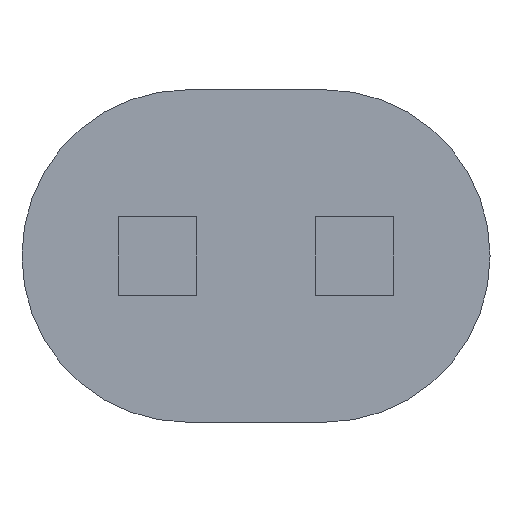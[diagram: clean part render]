
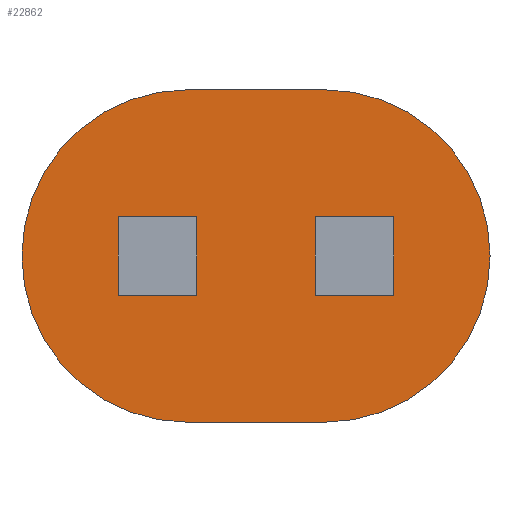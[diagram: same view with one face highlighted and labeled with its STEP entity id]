
A CAD part, front view. The second image highlights one B-rep face of the part: STEP entity #22862.
In plain terms, the highlighted planar face has unit normal (0, -1, 0).
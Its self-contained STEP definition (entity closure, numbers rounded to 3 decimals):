
#595 = CARTESIAN_POINT ( 'NONE',  ( 2675., 0., -10. ) ) ;
#675 = EDGE_CURVE ( 'NONE', #6066, #31527, #38041, .T. ) ;
#718 = VERTEX_POINT ( 'NONE', #23997 ) ;
#1255 = CARTESIAN_POINT ( 'NONE',  ( -785., 0., -1900. ) ) ;
#1544 = EDGE_CURVE ( 'NONE', #29238, #38644, #2202, .T. ) ;
#2202 = LINE ( 'NONE', #3920, #19313 ) ;
#3920 = CARTESIAN_POINT ( 'NONE',  ( -2675., 0., 10. ) ) ;
#4189 = CARTESIAN_POINT ( 'NONE',  ( -785., 0., 10. ) ) ;
#4615 = AXIS2_PLACEMENT_3D ( 'NONE', #4189, #28084, #7586 ) ;
#5094 = CIRCLE ( 'NONE', #4615, 1890. ) ;
#6066 = VERTEX_POINT ( 'NONE', #42077 ) ;
#7586 = DIRECTION ( 'NONE',  ( 0., 0., -1. ) ) ;
#8006 = CARTESIAN_POINT ( 'NONE',  ( -2675., 0., 10. ) ) ;
#8606 = AXIS2_PLACEMENT_3D ( 'NONE', #11530, #35388, #14949 ) ;
#9359 = AXIS2_PLACEMENT_3D ( 'NONE', #18812, #42660, #22279 ) ;
#9497 = DIRECTION ( 'NONE',  ( 0., 1., 0. ) ) ;
#11530 = CARTESIAN_POINT ( 'NONE',  ( 785., 0., 10. ) ) ;
#11588 = ORIENTED_EDGE ( 'NONE', *, *, #32889, .F. ) ;
#12115 = LINE ( 'NONE', #13347, #20142 ) ;
#12419 = EDGE_CURVE ( 'NONE', #23751, #29238, #31925, .T. ) ;
#12851 = CARTESIAN_POINT ( 'NONE',  ( -785., 0., -1900. ) ) ;
#13347 = CARTESIAN_POINT ( 'NONE',  ( 2675., 0., 10. ) ) ;
#13464 = EDGE_LOOP ( 'NONE', ( #22696, #14478, #32434, #33768, #11588, #15043, #21266, #33142 ) ) ;
#14478 = ORIENTED_EDGE ( 'NONE', *, *, #32208, .F. ) ;
#14949 = DIRECTION ( 'NONE',  ( 0., 0., -1. ) ) ;
#15043 = ORIENTED_EDGE ( 'NONE', *, *, #1544, .F. ) ;
#16696 = FACE_OUTER_BOUND ( 'NONE', #13464, .T. ) ;
#17436 = EDGE_CURVE ( 'NONE', #31527, #25922, #30191, .T. ) ;
#18812 = CARTESIAN_POINT ( 'NONE',  ( -785., 0., -10. ) ) ;
#18982 = CARTESIAN_POINT ( 'NONE',  ( 785., 0., -10. ) ) ;
#19313 = VECTOR ( 'NONE', #40327, 1000. ) ;
#19805 = EDGE_CURVE ( 'NONE', #44065, #718, #33474, .T. ) ;
#20142 = VECTOR ( 'NONE', #40638, 1000. ) ;
#20963 = CARTESIAN_POINT ( 'NONE',  ( -785., 0., 1900. ) ) ;
#21266 = ORIENTED_EDGE ( 'NONE', *, *, #12419, .F. ) ;
#22279 = DIRECTION ( 'NONE',  ( 0., 0., 1. ) ) ;
#22429 = DIRECTION ( 'NONE',  ( 0., 0., 1. ) ) ;
#22696 = ORIENTED_EDGE ( 'NONE', *, *, #19805, .F. ) ;
#22862 = ADVANCED_FACE ( 'NONE', ( #16696 ), #36660, .F. ) ;
#23751 = VERTEX_POINT ( 'NONE', #12851 ) ;
#23997 = CARTESIAN_POINT ( 'NONE',  ( 785., 0., -1900. ) ) ;
#24427 = VECTOR ( 'NONE', #42279, 1000. ) ;
#25150 = AXIS2_PLACEMENT_3D ( 'NONE', #29960, #9497, #33373 ) ;
#25922 = VERTEX_POINT ( 'NONE', #38783 ) ;
#28084 = DIRECTION ( 'NONE',  ( 0., 1., 0. ) ) ;
#29238 = VERTEX_POINT ( 'NONE', #29315 ) ;
#29315 = CARTESIAN_POINT ( 'NONE',  ( -2675., 0., -10. ) ) ;
#29960 = CARTESIAN_POINT ( 'NONE',  ( 785., 0., -10. ) ) ;
#30191 = CIRCLE ( 'NONE', #8606, 1890. ) ;
#31527 = VERTEX_POINT ( 'NONE', #37738 ) ;
#31925 = CIRCLE ( 'NONE', #9359, 1890. ) ;
#32208 = EDGE_CURVE ( 'NONE', #25922, #44065, #12115, .T. ) ;
#32434 = ORIENTED_EDGE ( 'NONE', *, *, #17436, .F. ) ;
#32889 = EDGE_CURVE ( 'NONE', #38644, #6066, #5094, .T. ) ;
#33142 = ORIENTED_EDGE ( 'NONE', *, *, #39098, .F. ) ;
#33373 = DIRECTION ( 'NONE',  ( 0., 0., 1. ) ) ;
#33474 = CIRCLE ( 'NONE', #34447, 1890. ) ;
#33478 = LINE ( 'NONE', #1255, #24427 ) ;
#33768 = ORIENTED_EDGE ( 'NONE', *, *, #675, .F. ) ;
#34447 = AXIS2_PLACEMENT_3D ( 'NONE', #18982, #42819, #22429 ) ;
#34938 = DIRECTION ( 'NONE',  ( 1., 0., 0. ) ) ;
#35388 = DIRECTION ( 'NONE',  ( 0., 1., 0. ) ) ;
#36660 = PLANE ( 'NONE',  #25150 ) ;
#36972 = VECTOR ( 'NONE', #34938, 1000. ) ;
#37738 = CARTESIAN_POINT ( 'NONE',  ( 785., 0., 1900. ) ) ;
#38041 = LINE ( 'NONE', #20963, #36972 ) ;
#38644 = VERTEX_POINT ( 'NONE', #8006 ) ;
#38783 = CARTESIAN_POINT ( 'NONE',  ( 2675., 0., 10. ) ) ;
#39098 = EDGE_CURVE ( 'NONE', #718, #23751, #33478, .T. ) ;
#40327 = DIRECTION ( 'NONE',  ( 0., 0., 1. ) ) ;
#40638 = DIRECTION ( 'NONE',  ( 0., 0., -1. ) ) ;
#42077 = CARTESIAN_POINT ( 'NONE',  ( -785., 0., 1900. ) ) ;
#42279 = DIRECTION ( 'NONE',  ( -1., 0., 0. ) ) ;
#42660 = DIRECTION ( 'NONE',  ( 0., 1., 0. ) ) ;
#42819 = DIRECTION ( 'NONE',  ( 0., 1., 0. ) ) ;
#44065 = VERTEX_POINT ( 'NONE', #595 ) ;
